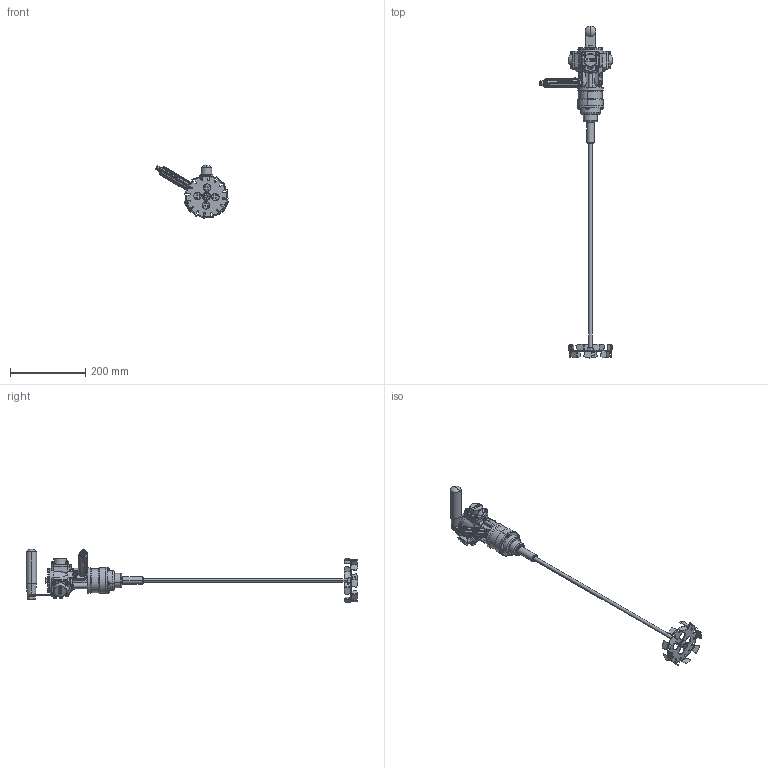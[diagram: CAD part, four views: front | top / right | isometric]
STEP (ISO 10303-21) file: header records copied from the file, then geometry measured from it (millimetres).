
FILE_DESCRIPTION (( 'STEP AP203' ), '1' );
FILE_NAME ('[STEP]AMM-6RB.STEP', '2023-12-21T06:03:44', ( '' ), ( '' ), 'SwSTEP 2.0', 'SolidWorks 2019', '' );
FILE_SCHEMA (( 'CONFIG_CONTROL_DESIGN' ));
Length unit declared in the file: millimetre
Products named in the file (1): [STEP]AMM-6RB
Bounding box: 194.92 x 880.87 x 142.11 mm (x, y, z)
Volume: 897062.8 mm3; surface area: 152562.5 mm2
Topology: 6 solids, 8 shells, 2054 faces, 5240 edges, 3309 vertices
Faces by surface type: plane 1037, cylinder 489, bspline 244, cone 224, torus 52, sphere 8
Entity records: 71172 total; most frequent: CARTESIAN_POINT 23195, ORIENTED_EDGE 10444, DIRECTION 9298, EDGE_CURVE 5222, VERTEX_POINT 3309, AXIS2_PLACEMENT_3D 3233, VECTOR 2832, LINE 2832
